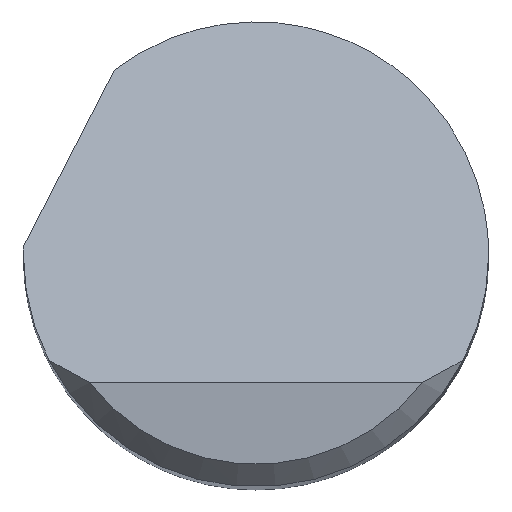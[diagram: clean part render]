
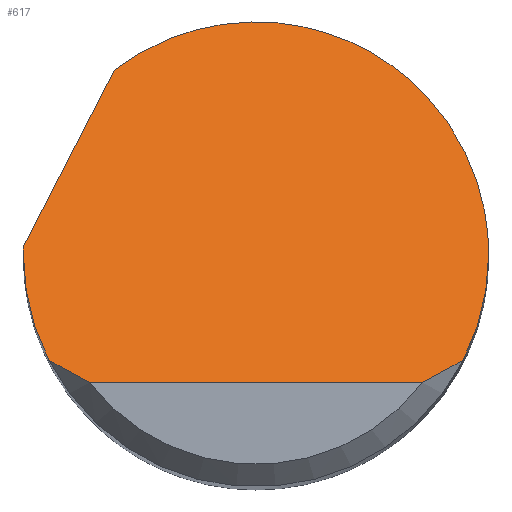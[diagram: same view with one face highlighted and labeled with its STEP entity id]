
A CAD part, top view. The second image highlights one B-rep face of the part: STEP entity #617.
In plain terms, the highlighted planar face has unit normal (0, 0.707, 0.707).
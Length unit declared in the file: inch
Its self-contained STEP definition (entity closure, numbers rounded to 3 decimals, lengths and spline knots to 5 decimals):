
#8 = VECTOR ( 'NONE', #894, 39.37008 ) ;
#9 = CARTESIAN_POINT ( 'NONE',  ( -0.15625, 0.00167, 2.91208 ) ) ;
#20 = LINE ( 'NONE', #629, #808 ) ;
#30 = ORIENTED_EDGE ( 'NONE', *, *, #858, .T. ) ;
#41 = EDGE_CURVE ( 'NONE', #126, #321, #127, .T. ) ;
#44 =( BOUNDED_CURVE ( )  B_SPLINE_CURVE ( 3, ( #556, #75, #575, #712 ),
 .UNSPECIFIED., .F., .F. ) 
 B_SPLINE_CURVE_WITH_KNOTS ( ( 4, 4 ),
 ( 5.62792, 7.85398 ),
 .UNSPECIFIED. ) 
 CURVE ( )  GEOMETRIC_REPRESENTATION_ITEM ( )  RATIONAL_B_SPLINE_CURVE ( ( 1., 0.628, 0.628, 1. ) ) 
 REPRESENTATION_ITEM ( '' )  );
#51 = CARTESIAN_POINT ( 'NONE',  ( -0.11186, -0.08625, 3. ) ) ;
#75 = CARTESIAN_POINT ( 'NONE',  ( 0.02277, 0.21456, 2.69919 ) ) ;
#79 = EDGE_CURVE ( 'NONE', #586, #180, #338, .T. ) ;
#109 = CARTESIAN_POINT ( 'NONE',  ( -0.13906, -0.07125, 2.985 ) ) ;
#117 = VERTEX_POINT ( 'NONE', #737 ) ;
#120 = CARTESIAN_POINT ( 'NONE',  ( 0.15625, 0., 2.91375 ) ) ;
#123 = AXIS2_PLACEMENT_3D ( 'NONE', #806, #328, #811 ) ;
#124 = CARTESIAN_POINT ( 'NONE',  ( -0.11186, -0.08625, 3. ) ) ;
#126 = VERTEX_POINT ( 'NONE', #120 ) ;
#127 =( BOUNDED_CURVE ( )  B_SPLINE_CURVE ( 3, ( #167, #877, #532, #162 ),
 .UNSPECIFIED., .F., .F. ) 
 B_SPLINE_CURVE_WITH_KNOTS ( ( 4, 4 ),
 ( 1.5708, 2.04429 ),
 .UNSPECIFIED. ) 
 CURVE ( )  GEOMETRIC_REPRESENTATION_ITEM ( )  RATIONAL_B_SPLINE_CURVE ( ( 1., 0.981, 0.981, 1. ) ) 
 REPRESENTATION_ITEM ( '' )  );
#143 = CARTESIAN_POINT ( 'NONE',  ( -0.15041, -0.04909, 2.96284 ) ) ;
#158 = ORIENTED_EDGE ( 'NONE', *, *, #402, .F. ) ;
#162 = CARTESIAN_POINT ( 'NONE',  ( 0.13906, -0.07125, 2.985 ) ) ;
#167 = CARTESIAN_POINT ( 'NONE',  ( 0.15625, 0., 2.91375 ) ) ;
#180 = VERTEX_POINT ( 'NONE', #124 ) ;
#196 = EDGE_CURVE ( 'NONE', #759, #391, #379, .T. ) ;
#240 = EDGE_CURVE ( 'NONE', #117, #126, #44, .T. ) ;
#269 = ORIENTED_EDGE ( 'NONE', *, *, #240, .F. ) ;
#284 = CARTESIAN_POINT ( 'NONE',  ( -0.15617, 0.005, 2.90875 ) ) ;
#291 = EDGE_CURVE ( 'NONE', #391, #117, #20, .T. ) ;
#309 = CARTESIAN_POINT ( 'NONE',  ( -0.13906, -0.07125, 2.985 ) ) ;
#321 = VERTEX_POINT ( 'NONE', #648 ) ;
#326 = ORIENTED_EDGE ( 'NONE', *, *, #196, .F. ) ;
#328 = DIRECTION ( 'NONE',  ( 0., -0.707, -0.707 ) ) ;
#331 = CARTESIAN_POINT ( 'NONE',  ( -0.13035, -0.07657, 2.99032 ) ) ;
#338 = B_SPLINE_CURVE_WITH_KNOTS ( 'NONE', 3,
 ( #309, #331, #815, #51 ),
 .UNSPECIFIED., .F., .F.,
 ( 4, 4 ),
 ( 0., 0.00088 ),
 .UNSPECIFIED. ) ;
#379 =( BOUNDED_CURVE ( )  B_SPLINE_CURVE ( 3, ( #773, #9, #702, #284 ),
 .UNSPECIFIED., .F., .F. ) 
 B_SPLINE_CURVE_WITH_KNOTS ( ( 4, 4 ),
 ( 4.71239, 4.74439 ),
 .UNSPECIFIED. ) 
 CURVE ( )  GEOMETRIC_REPRESENTATION_ITEM ( )  RATIONAL_B_SPLINE_CURVE ( ( 1., 1., 1., 1. ) ) 
 REPRESENTATION_ITEM ( '' )  );
#391 = VERTEX_POINT ( 'NONE', #707 ) ;
#402 = EDGE_CURVE ( 'NONE', #586, #759, #506, .T. ) ;
#456 = PLANE ( 'NONE',  #123 ) ;
#471 = CARTESIAN_POINT ( 'NONE',  ( 0.11186, -0.08625, 3. ) ) ;
#503 = CARTESIAN_POINT ( 'NONE',  ( 0.12131, -0.0816, 2.99535 ) ) ;
#506 =( BOUNDED_CURVE ( )  B_SPLINE_CURVE ( 3, ( #109, #143, #869, #528 ),
 .UNSPECIFIED., .F., .F. ) 
 B_SPLINE_CURVE_WITH_KNOTS ( ( 4, 4 ),
 ( 4.23889, 4.71239 ),
 .UNSPECIFIED. ) 
 CURVE ( )  GEOMETRIC_REPRESENTATION_ITEM ( )  RATIONAL_B_SPLINE_CURVE ( ( 1., 0.981, 0.981, 1. ) ) 
 REPRESENTATION_ITEM ( '' )  );
#528 = CARTESIAN_POINT ( 'NONE',  ( -0.15625, 0., 2.91375 ) ) ;
#532 = CARTESIAN_POINT ( 'NONE',  ( 0.15041, -0.04909, 2.96284 ) ) ;
#543 = EDGE_CURVE ( 'NONE', #180, #671, #749, .T. ) ;
#550 = EDGE_LOOP ( 'NONE', ( #577, #30, #799, #269, #678, #326, #158, #696 ) ) ;
#556 = CARTESIAN_POINT ( 'NONE',  ( -0.09521, 0.12389, 2.78986 ) ) ;
#566 = CARTESIAN_POINT ( 'NONE',  ( -0.15625, 0., 2.91375 ) ) ;
#575 = CARTESIAN_POINT ( 'NONE',  ( 0.15625, 0.1488, 2.76495 ) ) ;
#577 = ORIENTED_EDGE ( 'NONE', *, *, #543, .T. ) ;
#586 = VERTEX_POINT ( 'NONE', #734 ) ;
#617 = ADVANCED_FACE ( 'NONE', ( #880 ), #456, .F. ) ;
#629 = CARTESIAN_POINT ( 'NONE',  ( -0.19753, -0.07567, 2.98942 ) ) ;
#635 = DIRECTION ( 'NONE',  ( 0.341, 0.665, -0.665 ) ) ;
#648 = CARTESIAN_POINT ( 'NONE',  ( 0.13906, -0.07125, 2.985 ) ) ;
#663 = CARTESIAN_POINT ( 'NONE',  ( 0.13906, -0.07125, 2.985 ) ) ;
#671 = VERTEX_POINT ( 'NONE', #471 ) ;
#678 = ORIENTED_EDGE ( 'NONE', *, *, #291, .F. ) ;
#681 = CARTESIAN_POINT ( 'NONE',  ( 0., -0.08625, 3. ) ) ;
#696 = ORIENTED_EDGE ( 'NONE', *, *, #79, .T. ) ;
#702 = CARTESIAN_POINT ( 'NONE',  ( -0.15622, 0.00333, 2.91042 ) ) ;
#707 = CARTESIAN_POINT ( 'NONE',  ( -0.15617, 0.005, 2.90875 ) ) ;
#712 = CARTESIAN_POINT ( 'NONE',  ( 0.15625, 0., 2.91375 ) ) ;
#727 = CARTESIAN_POINT ( 'NONE',  ( 0.11186, -0.08625, 3. ) ) ;
#734 = CARTESIAN_POINT ( 'NONE',  ( -0.13906, -0.07125, 2.985 ) ) ;
#737 = CARTESIAN_POINT ( 'NONE',  ( -0.09521, 0.12389, 2.78986 ) ) ;
#749 = LINE ( 'NONE', #681, #8 ) ;
#759 = VERTEX_POINT ( 'NONE', #566 ) ;
#766 = B_SPLINE_CURVE_WITH_KNOTS ( 'NONE', 3,
 ( #727, #503, #855, #663 ),
 .UNSPECIFIED., .F., .F.,
 ( 4, 4 ),
 ( 0., 0.00088 ),
 .UNSPECIFIED. ) ;
#773 = CARTESIAN_POINT ( 'NONE',  ( -0.15625, 0., 2.91375 ) ) ;
#799 = ORIENTED_EDGE ( 'NONE', *, *, #41, .F. ) ;
#806 = CARTESIAN_POINT ( 'NONE',  ( -0.15625, -0.08625, 3. ) ) ;
#808 = VECTOR ( 'NONE', #635, 39.37008 ) ;
#811 = DIRECTION ( 'NONE',  ( 0., 0.707, -0.707 ) ) ;
#815 = CARTESIAN_POINT ( 'NONE',  ( -0.12131, -0.0816, 2.99535 ) ) ;
#855 = CARTESIAN_POINT ( 'NONE',  ( 0.13035, -0.07657, 2.99032 ) ) ;
#858 = EDGE_CURVE ( 'NONE', #671, #321, #766, .T. ) ;
#869 = CARTESIAN_POINT ( 'NONE',  ( -0.15625, -0.02489, 2.93864 ) ) ;
#877 = CARTESIAN_POINT ( 'NONE',  ( 0.15625, -0.02489, 2.93864 ) ) ;
#880 = FACE_OUTER_BOUND ( 'NONE', #550, .T. ) ;
#894 = DIRECTION ( 'NONE',  ( 1., 0., 0. ) ) ;
